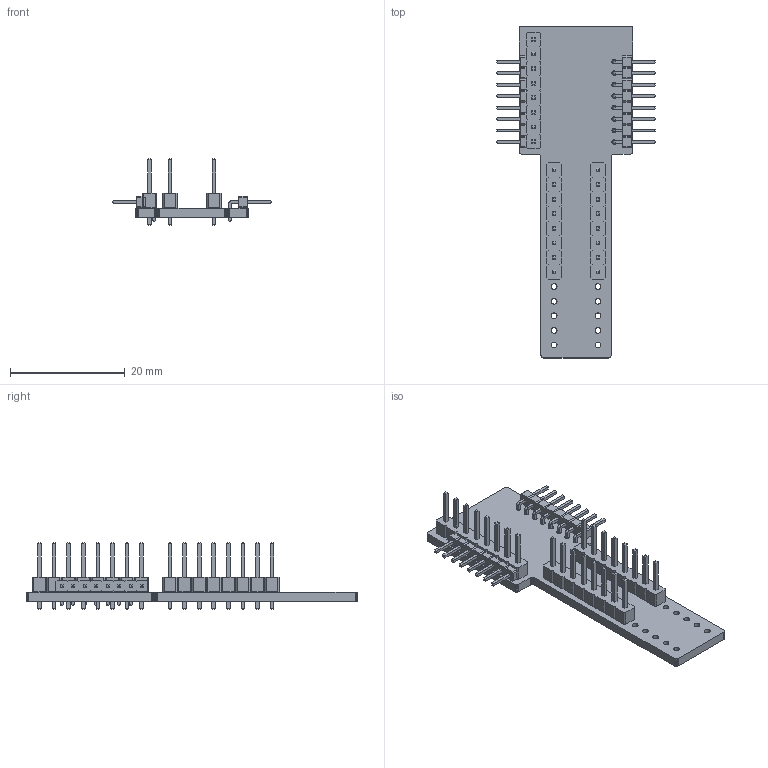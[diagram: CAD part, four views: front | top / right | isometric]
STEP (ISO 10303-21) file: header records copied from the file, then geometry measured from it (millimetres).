
FILE_DESCRIPTION(('KiCad electronic assembly'),'2;1');
FILE_NAME('LoRa_Breakout_V2_0.step','2024-03-14T21:49:24',('Pcbnew'),( 'Kicad'),'Open CASCADE STEP processor 7.7','KiCad to STEP converter' ,'Unknown');
FILE_SCHEMA(('AUTOMOTIVE_DESIGN { 1 0 10303 214 1 1 1 1 }'));
Length unit declared in the file: millimetre
Products named in the file (6): LoRa_Breakout_V2_0 1; PinHeader_1x08_P2.00mm_Horizontal; SOLID; PinHeader_1x08_P2.54mm_Vertical; _autosave-LoRa_Breakout_V2_0 PCB
Assembly tree (8 placements, depth 3):
  LoRa_Breakout_V2_0 1
    PinHeader_1x08_P2.00mm_Horizontal  x2
      SOLID
    PinHeader_1x08_P2.54mm_Vertical  x3
      SOLID
    _autosave-LoRa_Breakout_V2_0 PCB
Bounding box: 27.7 x 57.85 x 11.54 mm (x, y, z)
Volume: 1958.5 mm3; surface area: 3871.7 mm2
Topology: 6 solids, 6 shells, 1127 faces, 2785 edges, 1750 vertices
Faces by surface type: plane 1068, cylinder 59
Full cylindrical faces by diameter (mm): 0.8 x16, 1 x27
Entity records: 35501 total; most frequent: CARTESIAN_POINT 5775, DIRECTION 4973, LINE 3705, VECTOR 3705, ORIENTED_EDGE 2606, PCURVE 2606, DEFINITIONAL_REPRESENTATION 2606, EDGE_CURVE 1303
